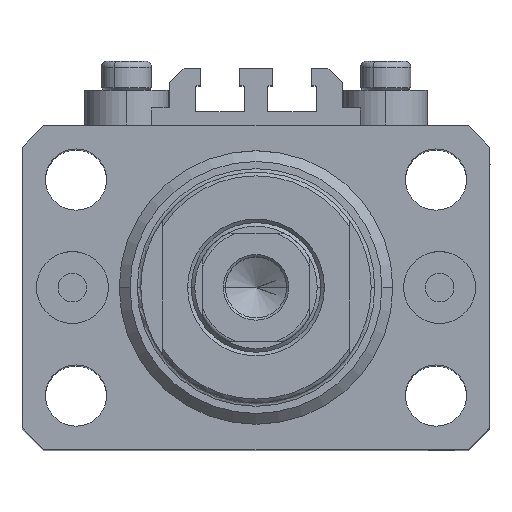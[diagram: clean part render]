
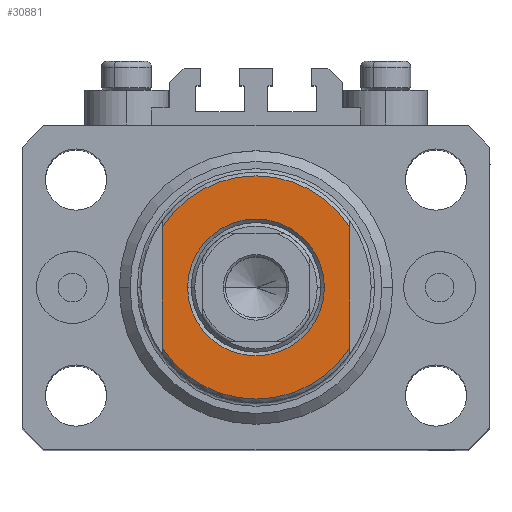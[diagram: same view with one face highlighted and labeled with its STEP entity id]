
A CAD part, top view. The second image highlights one B-rep face of the part: STEP entity #30881.
In plain terms, the highlighted face is planar.
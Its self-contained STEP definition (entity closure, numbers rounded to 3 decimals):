
#172 = PLANE ( 'NONE',  #4060 ) ;
#406 = FACE_OUTER_BOUND ( 'NONE', #31657, .T. ) ;
#2250 = CARTESIAN_POINT ( 'NONE',  ( 13., 8.441, -6.5 ) ) ;
#2289 = ORIENTED_EDGE ( 'NONE', *, *, #7754, .T. ) ;
#2980 = AXIS2_PLACEMENT_3D ( 'NONE', #16911, #27172, #31219 ) ;
#3054 = CARTESIAN_POINT ( 'NONE',  ( 0., 0., -6.5 ) ) ;
#3766 = VERTEX_POINT ( 'NONE', #35526 ) ;
#4051 = VECTOR ( 'NONE', #15439, 1000. ) ;
#4060 = AXIS2_PLACEMENT_3D ( 'NONE', #26181, #43838, #32402 ) ;
#5452 = VERTEX_POINT ( 'NONE', #22604 ) ;
#6251 = CARTESIAN_POINT ( 'NONE',  ( 0., 0., -6.5 ) ) ;
#6755 = ORIENTED_EDGE ( 'NONE', *, *, #41695, .T. ) ;
#6912 = VERTEX_POINT ( 'NONE', #21108 ) ;
#7754 = EDGE_CURVE ( 'NONE', #19203, #3766, #44752, .T. ) ;
#8243 = EDGE_CURVE ( 'NONE', #5452, #8873, #40471, .T. ) ;
#8587 = VECTOR ( 'NONE', #31636, 1000. ) ;
#8873 = VERTEX_POINT ( 'NONE', #28489 ) ;
#9640 = EDGE_CURVE ( 'NONE', #6912, #43222, #26202, .T. ) ;
#9683 = CARTESIAN_POINT ( 'NONE',  ( 13., -43.081, -6.5 ) ) ;
#10961 = CIRCLE ( 'NONE', #33062, 15.5 ) ;
#11620 = FACE_BOUND ( 'NONE', #23178, .T. ) ;
#14464 = CARTESIAN_POINT ( 'NONE',  ( 0., 0., -6.5 ) ) ;
#14516 = DIRECTION ( 'NONE',  ( 0., 0., -1. ) ) ;
#15147 = DIRECTION ( 'NONE',  ( -1., 0., 0. ) ) ;
#15439 = DIRECTION ( 'NONE',  ( 0., -1., 0. ) ) ;
#16911 = CARTESIAN_POINT ( 'NONE',  ( 0., 0., -6.5 ) ) ;
#19203 = VERTEX_POINT ( 'NONE', #2250 ) ;
#19925 = CARTESIAN_POINT ( 'NONE',  ( 9.5, 0., -6.5 ) ) ;
#21108 = CARTESIAN_POINT ( 'NONE',  ( -9.5, 0., -6.5 ) ) ;
#22180 = EDGE_CURVE ( 'NONE', #43222, #6912, #41914, .T. ) ;
#22604 = CARTESIAN_POINT ( 'NONE',  ( -13., 8.441, -6.5 ) ) ;
#23178 = EDGE_LOOP ( 'NONE', ( #38169, #24730 ) ) ;
#23556 = CIRCLE ( 'NONE', #2980, 15.5 ) ;
#23632 = AXIS2_PLACEMENT_3D ( 'NONE', #6251, #27969, #34874 ) ;
#24730 = ORIENTED_EDGE ( 'NONE', *, *, #22180, .T. ) ;
#25934 = CARTESIAN_POINT ( 'NONE',  ( -13., -43.081, -6.5 ) ) ;
#26181 = CARTESIAN_POINT ( 'NONE',  ( 0., 0., -6.5 ) ) ;
#26202 = CIRCLE ( 'NONE', #39135, 9.5 ) ;
#26258 = ORIENTED_EDGE ( 'NONE', *, *, #8243, .F. ) ;
#27172 = DIRECTION ( 'NONE',  ( 0., 0., -1. ) ) ;
#27969 = DIRECTION ( 'NONE',  ( 0., 0., 1. ) ) ;
#28489 = CARTESIAN_POINT ( 'NONE',  ( -13., -8.441, -6.5 ) ) ;
#29068 = DIRECTION ( 'NONE',  ( -1., 0., 0. ) ) ;
#29123 = EDGE_CURVE ( 'NONE', #3766, #8873, #10961, .T. ) ;
#30881 = ADVANCED_FACE ( 'NONE', ( #11620, #406 ), #172, .T. ) ;
#31219 = DIRECTION ( 'NONE',  ( -1., 0., 0. ) ) ;
#31636 = DIRECTION ( 'NONE',  ( 0., -1., 0. ) ) ;
#31657 = EDGE_LOOP ( 'NONE', ( #6755, #2289, #34979, #26258 ) ) ;
#32402 = DIRECTION ( 'NONE',  ( -1., 0., 0. ) ) ;
#33062 = AXIS2_PLACEMENT_3D ( 'NONE', #3054, #14516, #29068 ) ;
#34874 = DIRECTION ( 'NONE',  ( -1., 0., 0. ) ) ;
#34979 = ORIENTED_EDGE ( 'NONE', *, *, #29123, .T. ) ;
#35526 = CARTESIAN_POINT ( 'NONE',  ( 13., -8.441, -6.5 ) ) ;
#38169 = ORIENTED_EDGE ( 'NONE', *, *, #9640, .T. ) ;
#39135 = AXIS2_PLACEMENT_3D ( 'NONE', #14464, #40887, #15147 ) ;
#40471 = LINE ( 'NONE', #25934, #4051 ) ;
#40887 = DIRECTION ( 'NONE',  ( 0., 0., 1. ) ) ;
#41695 = EDGE_CURVE ( 'NONE', #5452, #19203, #23556, .T. ) ;
#41914 = CIRCLE ( 'NONE', #23632, 9.5 ) ;
#43222 = VERTEX_POINT ( 'NONE', #19925 ) ;
#43838 = DIRECTION ( 'NONE',  ( 0., 0., -1. ) ) ;
#44752 = LINE ( 'NONE', #9683, #8587 ) ;
